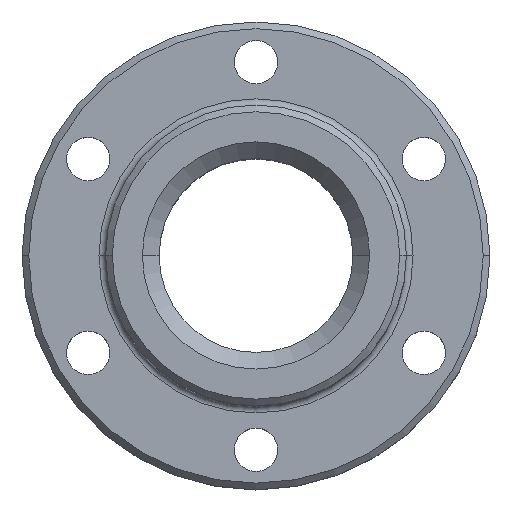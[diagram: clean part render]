
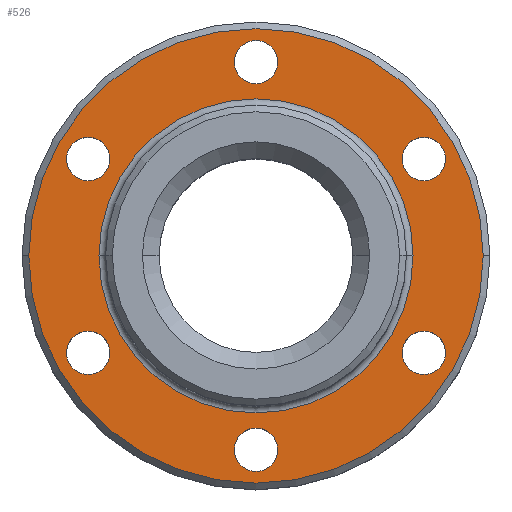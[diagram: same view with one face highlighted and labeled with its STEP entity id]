
A CAD part, top view. The second image highlights one B-rep face of the part: STEP entity #526.
In plain terms, the highlighted planar face has unit normal (0, 0, 1).
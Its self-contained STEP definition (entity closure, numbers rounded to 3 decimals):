
#4 = DIRECTION ( 'NONE',  ( 0., 0., 1. ) ) ;
#11 = DIRECTION ( 'NONE',  ( 0., 0., 1. ) ) ;
#17 = ORIENTED_EDGE ( 'NONE', *, *, #973, .F. ) ;
#19 = EDGE_CURVE ( 'NONE', #109, #140, #529, .T. ) ;
#22 = VERTEX_POINT ( 'NONE', #51 ) ;
#27 = CARTESIAN_POINT ( 'NONE',  ( 23.5, 0., 16. ) ) ;
#29 = CARTESIAN_POINT ( 'NONE',  ( 28.365, 14.5, 16. ) ) ;
#32 = ORIENTED_EDGE ( 'NONE', *, *, #248, .T. ) ;
#36 = VERTEX_POINT ( 'NONE', #817 ) ;
#51 = CARTESIAN_POINT ( 'NONE',  ( 21.865, -14.5, 16. ) ) ;
#55 = ORIENTED_EDGE ( 'NONE', *, *, #819, .T. ) ;
#58 = AXIS2_PLACEMENT_3D ( 'NONE', #399, #11, #847 ) ;
#59 = CARTESIAN_POINT ( 'NONE',  ( 3.25, -29., 16. ) ) ;
#60 = EDGE_CURVE ( 'NONE', #390, #741, #693, .T. ) ;
#66 = PLANE ( 'NONE',  #856 ) ;
#78 = DIRECTION ( 'NONE',  ( 0., 0., 1. ) ) ;
#85 = DIRECTION ( 'NONE',  ( 0., 0., 1. ) ) ;
#103 = AXIS2_PLACEMENT_3D ( 'NONE', #138, #461, #777 ) ;
#109 = VERTEX_POINT ( 'NONE', #1003 ) ;
#126 = CARTESIAN_POINT ( 'NONE',  ( -25.115, 14.5, 16. ) ) ;
#133 = DIRECTION ( 'NONE',  ( 1., 0., 0. ) ) ;
#138 = CARTESIAN_POINT ( 'NONE',  ( 0., -29., 16. ) ) ;
#139 = EDGE_CURVE ( 'NONE', #813, #865, #547, .T. ) ;
#140 = VERTEX_POINT ( 'NONE', #923 ) ;
#147 = AXIS2_PLACEMENT_3D ( 'NONE', #1015, #4, #133 ) ;
#159 = EDGE_CURVE ( 'NONE', #36, #229, #775, .T. ) ;
#161 = ORIENTED_EDGE ( 'NONE', *, *, #179, .F. ) ;
#162 = DIRECTION ( 'NONE',  ( 1., 0., 0. ) ) ;
#165 = ORIENTED_EDGE ( 'NONE', *, *, #19, .F. ) ;
#169 = FACE_BOUND ( 'NONE', #708, .T. ) ;
#179 = EDGE_CURVE ( 'NONE', #741, #390, #462, .T. ) ;
#181 = EDGE_CURVE ( 'NONE', #692, #592, #731, .T. ) ;
#198 = ORIENTED_EDGE ( 'NONE', *, *, #1001, .F. ) ;
#208 = DIRECTION ( 'NONE',  ( 0., 0., 1. ) ) ;
#213 = CARTESIAN_POINT ( 'NONE',  ( -3.25, -29., 16. ) ) ;
#218 = DIRECTION ( 'NONE',  ( 0., 0., 1. ) ) ;
#222 = ORIENTED_EDGE ( 'NONE', *, *, #181, .T. ) ;
#227 = CARTESIAN_POINT ( 'NONE',  ( -25.115, 14.5, 16. ) ) ;
#229 = VERTEX_POINT ( 'NONE', #404 ) ;
#232 = AXIS2_PLACEMENT_3D ( 'NONE', #610, #315, #237 ) ;
#237 = DIRECTION ( 'NONE',  ( 1., 0., 0. ) ) ;
#245 = AXIS2_PLACEMENT_3D ( 'NONE', #542, #382, #701 ) ;
#248 = EDGE_CURVE ( 'NONE', #873, #1004, #614, .T. ) ;
#251 = FACE_BOUND ( 'NONE', #252, .T. ) ;
#252 = EDGE_LOOP ( 'NONE', ( #672, #165 ) ) ;
#253 = AXIS2_PLACEMENT_3D ( 'NONE', #470, #534, #840 ) ;
#260 = EDGE_LOOP ( 'NONE', ( #345, #845 ) ) ;
#277 = DIRECTION ( 'NONE',  ( 0., 0., 1. ) ) ;
#292 = ORIENTED_EDGE ( 'NONE', *, *, #893, .F. ) ;
#298 = AXIS2_PLACEMENT_3D ( 'NONE', #423, #333, #792 ) ;
#300 = AXIS2_PLACEMENT_3D ( 'NONE', #227, #647, #715 ) ;
#314 = CARTESIAN_POINT ( 'NONE',  ( 28.365, -14.5, 16. ) ) ;
#315 = DIRECTION ( 'NONE',  ( 0., 0., 1. ) ) ;
#323 = DIRECTION ( 'NONE',  ( 1., 0., 0. ) ) ;
#333 = DIRECTION ( 'NONE',  ( 0., 0., -1. ) ) ;
#334 = DIRECTION ( 'NONE',  ( 0., 0., 1. ) ) ;
#341 = ORIENTED_EDGE ( 'NONE', *, *, #937, .F. ) ;
#345 = ORIENTED_EDGE ( 'NONE', *, *, #960, .F. ) ;
#347 = CIRCLE ( 'NONE', #626, 3.25 ) ;
#360 = CIRCLE ( 'NONE', #998, 3.25 ) ;
#362 = EDGE_LOOP ( 'NONE', ( #222, #471 ) ) ;
#382 = DIRECTION ( 'NONE',  ( 0., 0., 1. ) ) ;
#390 = VERTEX_POINT ( 'NONE', #896 ) ;
#392 = CIRCLE ( 'NONE', #245, 3.25 ) ;
#395 = FACE_BOUND ( 'NONE', #260, .T. ) ;
#399 = CARTESIAN_POINT ( 'NONE',  ( 25.115, -14.5, 16. ) ) ;
#404 = CARTESIAN_POINT ( 'NONE',  ( -21.865, -14.5, 16. ) ) ;
#405 = CARTESIAN_POINT ( 'NONE',  ( 25.115, -14.5, 16. ) ) ;
#410 = CARTESIAN_POINT ( 'NONE',  ( 34., 0., 16. ) ) ;
#423 = CARTESIAN_POINT ( 'NONE',  ( 0., 0., 16. ) ) ;
#425 = EDGE_LOOP ( 'NONE', ( #198, #17 ) ) ;
#428 = AXIS2_PLACEMENT_3D ( 'NONE', #478, #85, #713 ) ;
#432 = CARTESIAN_POINT ( 'NONE',  ( 0., 0., 16. ) ) ;
#461 = DIRECTION ( 'NONE',  ( 0., 0., 1. ) ) ;
#462 = CIRCLE ( 'NONE', #147, 3.25 ) ;
#468 = VERTEX_POINT ( 'NONE', #314 ) ;
#470 = CARTESIAN_POINT ( 'NONE',  ( 0., 29., 16. ) ) ;
#471 = ORIENTED_EDGE ( 'NONE', *, *, #567, .T. ) ;
#474 = FACE_BOUND ( 'NONE', #659, .T. ) ;
#478 = CARTESIAN_POINT ( 'NONE',  ( 25.115, 14.5, 16. ) ) ;
#495 = EDGE_LOOP ( 'NONE', ( #341, #774 ) ) ;
#496 = CIRCLE ( 'NONE', #645, 3.25 ) ;
#504 = EDGE_CURVE ( 'NONE', #140, #109, #732, .T. ) ;
#508 = DIRECTION ( 'NONE',  ( 1., 0., 0. ) ) ;
#526 = ADVANCED_FACE ( 'NONE', ( #565, #878, #395, #474, #251, #169, #797, #956 ), #66, .T. ) ;
#529 = CIRCLE ( 'NONE', #633, 3.25 ) ;
#534 = DIRECTION ( 'NONE',  ( 0., 0., 1. ) ) ;
#536 = CARTESIAN_POINT ( 'NONE',  ( 0., -29., 16. ) ) ;
#542 = CARTESIAN_POINT ( 'NONE',  ( -25.115, -14.5, 16. ) ) ;
#547 = CIRCLE ( 'NONE', #103, 3.25 ) ;
#563 = VERTEX_POINT ( 'NONE', #29 ) ;
#565 = FACE_BOUND ( 'NONE', #868, .T. ) ;
#567 = EDGE_CURVE ( 'NONE', #592, #692, #988, .T. ) ;
#574 = ORIENTED_EDGE ( 'NONE', *, *, #60, .F. ) ;
#592 = VERTEX_POINT ( 'NONE', #410 ) ;
#599 = AXIS2_PLACEMENT_3D ( 'NONE', #432, #277, #726 ) ;
#604 = DIRECTION ( 'NONE',  ( 1., 0., 0. ) ) ;
#606 = CARTESIAN_POINT ( 'NONE',  ( -3.25, 29., 16. ) ) ;
#610 = CARTESIAN_POINT ( 'NONE',  ( 0., 0., 16. ) ) ;
#614 = CIRCLE ( 'NONE', #298, 23.5 ) ;
#618 = CARTESIAN_POINT ( 'NONE',  ( -23.5, 0., 16. ) ) ;
#626 = AXIS2_PLACEMENT_3D ( 'NONE', #738, #334, #508 ) ;
#627 = DIRECTION ( 'NONE',  ( 1., 0., 0. ) ) ;
#633 = AXIS2_PLACEMENT_3D ( 'NONE', #126, #208, #760 ) ;
#645 = AXIS2_PLACEMENT_3D ( 'NONE', #536, #78, #162 ) ;
#647 = DIRECTION ( 'NONE',  ( 0., 0., 1. ) ) ;
#659 = EDGE_LOOP ( 'NONE', ( #292, #862 ) ) ;
#665 = CARTESIAN_POINT ( 'NONE',  ( -34., 0., 16. ) ) ;
#672 = ORIENTED_EDGE ( 'NONE', *, *, #504, .F. ) ;
#676 = DIRECTION ( 'NONE',  ( 0., 0., -1. ) ) ;
#687 = VERTEX_POINT ( 'NONE', #810 ) ;
#692 = VERTEX_POINT ( 'NONE', #665 ) ;
#693 = CIRCLE ( 'NONE', #253, 3.25 ) ;
#701 = DIRECTION ( 'NONE',  ( 1., 0., 0. ) ) ;
#708 = EDGE_LOOP ( 'NONE', ( #574, #161 ) ) ;
#713 = DIRECTION ( 'NONE',  ( 1., 0., 0. ) ) ;
#715 = DIRECTION ( 'NONE',  ( 1., 0., 0. ) ) ;
#724 = CIRCLE ( 'NONE', #428, 3.25 ) ;
#726 = DIRECTION ( 'NONE',  ( 1., 0., 0. ) ) ;
#731 = CIRCLE ( 'NONE', #232, 34. ) ;
#732 = CIRCLE ( 'NONE', #300, 3.25 ) ;
#738 = CARTESIAN_POINT ( 'NONE',  ( 25.115, 14.5, 16. ) ) ;
#741 = VERTEX_POINT ( 'NONE', #606 ) ;
#758 = AXIS2_PLACEMENT_3D ( 'NONE', #999, #676, #604 ) ;
#760 = DIRECTION ( 'NONE',  ( 1., 0., 0. ) ) ;
#774 = ORIENTED_EDGE ( 'NONE', *, *, #913, .F. ) ;
#775 = CIRCLE ( 'NONE', #907, 3.25 ) ;
#777 = DIRECTION ( 'NONE',  ( 1., 0., 0. ) ) ;
#784 = DIRECTION ( 'NONE',  ( 1., 0., 0. ) ) ;
#792 = DIRECTION ( 'NONE',  ( 1., 0., 0. ) ) ;
#797 = FACE_BOUND ( 'NONE', #425, .T. ) ;
#810 = CARTESIAN_POINT ( 'NONE',  ( 21.865, 14.5, 16. ) ) ;
#813 = VERTEX_POINT ( 'NONE', #213 ) ;
#817 = CARTESIAN_POINT ( 'NONE',  ( -28.365, -14.5, 16. ) ) ;
#819 = EDGE_CURVE ( 'NONE', #1004, #873, #836, .T. ) ;
#836 = CIRCLE ( 'NONE', #758, 23.5 ) ;
#840 = DIRECTION ( 'NONE',  ( 1., 0., 0. ) ) ;
#845 = ORIENTED_EDGE ( 'NONE', *, *, #139, .F. ) ;
#847 = DIRECTION ( 'NONE',  ( 1., 0., 0. ) ) ;
#856 = AXIS2_PLACEMENT_3D ( 'NONE', #950, #931, #784 ) ;
#857 = CARTESIAN_POINT ( 'NONE',  ( -25.115, -14.5, 16. ) ) ;
#862 = ORIENTED_EDGE ( 'NONE', *, *, #159, .F. ) ;
#865 = VERTEX_POINT ( 'NONE', #59 ) ;
#868 = EDGE_LOOP ( 'NONE', ( #55, #32 ) ) ;
#873 = VERTEX_POINT ( 'NONE', #618 ) ;
#878 = FACE_OUTER_BOUND ( 'NONE', #362, .T. ) ;
#893 = EDGE_CURVE ( 'NONE', #229, #36, #392, .T. ) ;
#896 = CARTESIAN_POINT ( 'NONE',  ( 3.25, 29., 16. ) ) ;
#907 = AXIS2_PLACEMENT_3D ( 'NONE', #857, #218, #627 ) ;
#913 = EDGE_CURVE ( 'NONE', #22, #468, #360, .T. ) ;
#923 = CARTESIAN_POINT ( 'NONE',  ( -21.865, 14.5, 16. ) ) ;
#930 = DIRECTION ( 'NONE',  ( 0., 0., 1. ) ) ;
#931 = DIRECTION ( 'NONE',  ( 0., 0., 1. ) ) ;
#937 = EDGE_CURVE ( 'NONE', #468, #22, #953, .T. ) ;
#950 = CARTESIAN_POINT ( 'NONE',  ( 0., 35., 16. ) ) ;
#953 = CIRCLE ( 'NONE', #58, 3.25 ) ;
#956 = FACE_BOUND ( 'NONE', #495, .T. ) ;
#960 = EDGE_CURVE ( 'NONE', #865, #813, #496, .T. ) ;
#973 = EDGE_CURVE ( 'NONE', #687, #563, #724, .T. ) ;
#988 = CIRCLE ( 'NONE', #599, 34. ) ;
#998 = AXIS2_PLACEMENT_3D ( 'NONE', #405, #930, #323 ) ;
#999 = CARTESIAN_POINT ( 'NONE',  ( 0., 0., 16. ) ) ;
#1001 = EDGE_CURVE ( 'NONE', #563, #687, #347, .T. ) ;
#1003 = CARTESIAN_POINT ( 'NONE',  ( -28.365, 14.5, 16. ) ) ;
#1004 = VERTEX_POINT ( 'NONE', #27 ) ;
#1015 = CARTESIAN_POINT ( 'NONE',  ( 0., 29., 16. ) ) ;
